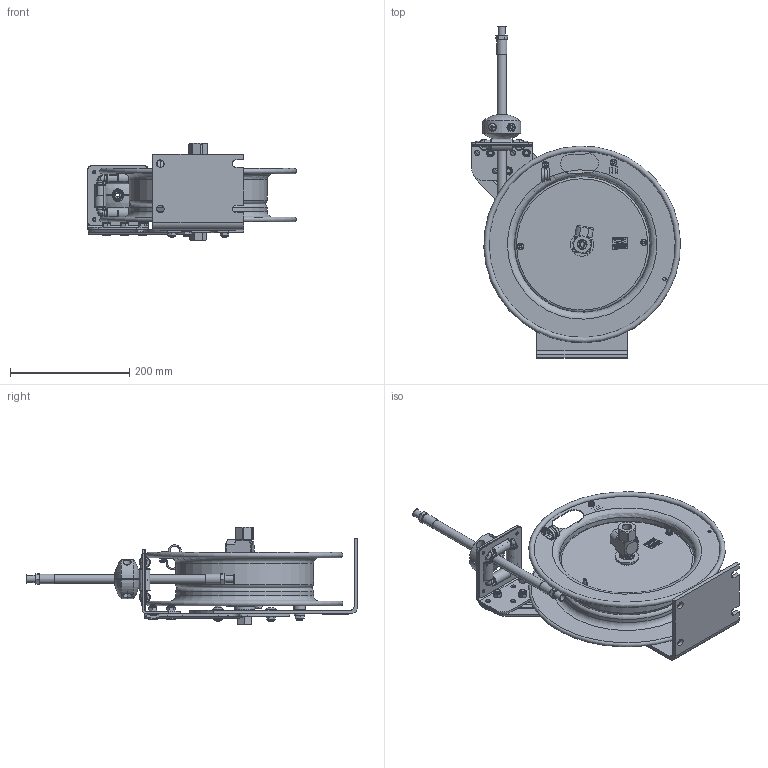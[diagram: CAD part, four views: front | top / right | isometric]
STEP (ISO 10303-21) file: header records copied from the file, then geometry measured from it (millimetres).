
FILE_DESCRIPTION(/* description */ (''),/* implementation_level */ '2;1');
FILE_NAME(/* name */ 'P-LP-325-AL_SHARED.stp',/* time_stamp */ '2020-04-02T13:56:30-07:00',/* author */ ('NMelton'),/* organization */ (''),/* preprocessor_version */ 'ST-DEVELOPER v17',/* originating_system */ 'Autodesk Inventor 2019',/* authorisation */ '');
FILE_SCHEMA (('AUTOMOTIVE_DESIGN { 1 0 10303 214 3 1 1 }'));
Products named in the file (1): P-LP-325-AL_SHARED
Bounding box: 350.68 x 557.34 x 163.83 mm (x, y, z)
Surface area: 733301.2 mm2 (no closed solid volume)
Topology: 0 solids, 168 shells, 2829 faces, 12242 edges, 9195 vertices
Faces by surface type: plane 1423, cylinder 611, bspline 502, cone 189, torus 66, sphere 38
Full cylindrical faces by diameter (mm): 2.159 x2, 2.54 x1, 3.048 x1, 3.962 x2, 4.7 x46, 4.826 x6, 5.182 x2, 5.558 x1, 5.588 x1, 6.35 x51, 7.925 x1, 7.938 x3, 8.636 x7, 8.89 x2, 11.43 x3, 11.938 x2, 12.192 x8, 12.548 x1, 12.7 x2, 13.462 x2, 14.224 x1, 14.859 x1, 15.24 x1, 15.875 x1, 16.332 x2, 17.399 x1, 17.882 x1, 19.05 x5, 20.574 x1, 20.625 x1
Entity records: 144387 total; most frequent: CARTESIAN_POINT 51029, ORIENTED_EDGE 18332, DIRECTION 15714, EDGE_CURVE 12203, VERTEX_POINT 9195, LINE 6646, VECTOR 6646, AXIS2_PLACEMENT_3D 4534
